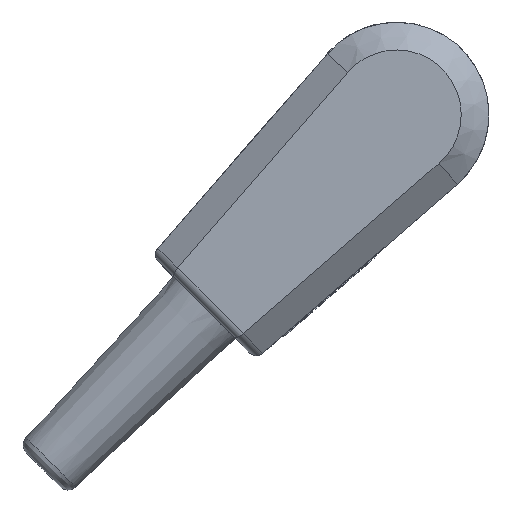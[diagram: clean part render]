
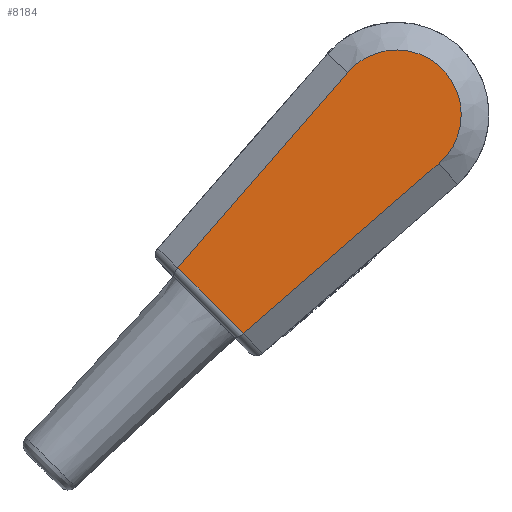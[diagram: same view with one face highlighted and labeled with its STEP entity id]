
A CAD part, left-side view. The second image highlights one B-rep face of the part: STEP entity #8184.
In plain terms, the highlighted planar face has unit normal (-1, 0, 0).
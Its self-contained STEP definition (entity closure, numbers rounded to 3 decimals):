
#7538=PLANE('',#24646);
#8184=ADVANCED_FACE('4-0-6',(#9389),#7538,.T.);
#9389=FACE_OUTER_BOUND('',#10284,.T.);
#10284=EDGE_LOOP('',(#15141,#15142,#15143,#15144));
#11589=LINE('',#33165,#12990);
#11590=LINE('',#33168,#12991);
#11591=LINE('',#33172,#12992);
#12990=VECTOR('',#27355,1.);
#12991=VECTOR('',#27356,1.);
#12992=VECTOR('',#27359,1.);
#15141=ORIENTED_EDGE('',*,*,#21637,.T.);
#15142=ORIENTED_EDGE('',*,*,#21638,.T.);
#15143=ORIENTED_EDGE('',*,*,#21639,.T.);
#15144=ORIENTED_EDGE('',*,*,#21640,.T.);
#19691=VERTEX_POINT('',#33166);
#19692=VERTEX_POINT('',#33167);
#19693=VERTEX_POINT('',#33169);
#19694=VERTEX_POINT('',#33171);
#21637=EDGE_CURVE('',#19691,#19692,#11589,.T.);
#21638=EDGE_CURVE('',#19692,#19693,#11590,.T.);
#21639=EDGE_CURVE('',#19693,#19694,#23615,.T.);
#21640=EDGE_CURVE('',#19694,#19691,#11591,.T.);
#23615=CIRCLE('',#24645,7.);
#24645=AXIS2_PLACEMENT_3D('',#33170,#27357,#27358);
#24646=AXIS2_PLACEMENT_3D('',#33173,#27360,#27361);
#27355=DIRECTION('',(0.,-0.707,-0.707));
#27356=DIRECTION('',(0.,-0.755,0.656));
#27357=DIRECTION('',(-1.,0.,0.));
#27358=DIRECTION('',(0.,-0.656,-0.755));
#27359=DIRECTION('',(0.,0.656,-0.755));
#27360=DIRECTION('',(-1.,0.,0.));
#27361=DIRECTION('',(0.,-0.707,-0.707));
#33165=CARTESIAN_POINT('',(-7.6,23.733,-16.693));
#33166=CARTESIAN_POINT('',(-7.6,23.733,-16.693));
#33167=CARTESIAN_POINT('',(-7.6,16.628,-23.799));
#33168=CARTESIAN_POINT('',(-7.6,16.628,-23.799));
#33169=CARTESIAN_POINT('',(-7.6,-4.565,-5.376));
#33170=CARTESIAN_POINT('',(-7.6,0.028,-0.093));
#33171=CARTESIAN_POINT('',(-7.6,5.311,4.499));
#33172=CARTESIAN_POINT('',(-7.6,5.311,4.499));
#33173=CARTESIAN_POINT('',(-7.6,27.837,-16.797));
